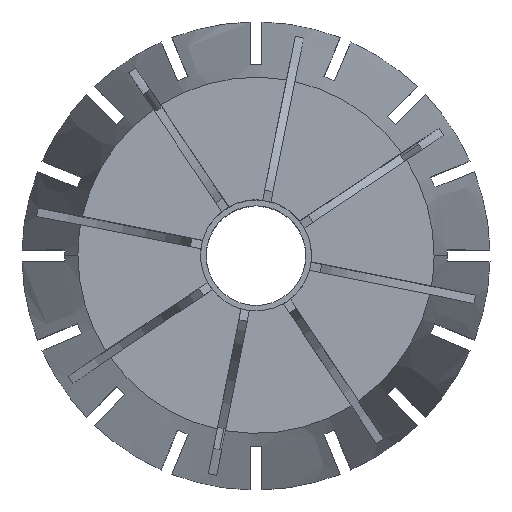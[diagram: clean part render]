
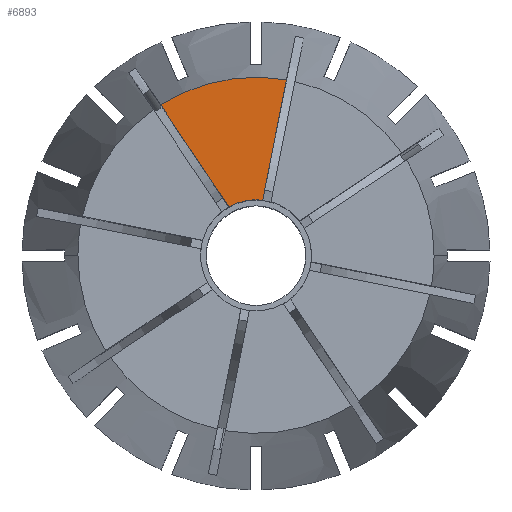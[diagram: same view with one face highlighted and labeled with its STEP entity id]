
A CAD part, top view. The second image highlights one B-rep face of the part: STEP entity #6893.
In plain terms, the highlighted planar face has unit normal (0, 0, 1).
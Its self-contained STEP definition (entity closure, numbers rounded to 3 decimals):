
#417 = DIRECTION ( 'NONE',  ( 0., 0., 1. ) ) ;
#859 = DIRECTION ( 'NONE',  ( 1., 0., 0. ) ) ;
#932 = VERTEX_POINT ( 'NONE', #5790 ) ;
#951 = CARTESIAN_POINT ( 'NONE',  ( 0., 0., 0. ) ) ;
#1726 = VECTOR ( 'NONE', #7174, 1000. ) ;
#1873 = ORIENTED_EDGE ( 'NONE', *, *, #2595, .F. ) ;
#1903 = ORIENTED_EDGE ( 'NONE', *, *, #6361, .T. ) ;
#2147 = EDGE_CURVE ( 'NONE', #7661, #932, #3896, .T. ) ;
#2365 = CARTESIAN_POINT ( 'NONE',  ( 0.312, 0.208, 0. ) ) ;
#2595 = EDGE_CURVE ( 'NONE', #932, #5094, #2690, .T. ) ;
#2664 = VERTEX_POINT ( 'NONE', #3328 ) ;
#2690 = CIRCLE ( 'NONE', #5826, 4.866 ) ;
#3328 = CARTESIAN_POINT ( 'NONE',  ( -8.35, 13.172, 0. ) ) ;
#3896 = LINE ( 'NONE', #7384, #5836 ) ;
#4013 = LINE ( 'NONE', #2365, #1726 ) ;
#4386 = PLANE ( 'NONE',  #4476 ) ;
#4391 = DIRECTION ( 'NONE',  ( 0., 0., 1. ) ) ;
#4404 = CARTESIAN_POINT ( 'NONE',  ( 0., 0., 0. ) ) ;
#4476 = AXIS2_PLACEMENT_3D ( 'NONE', #4404, #5760, #5732 ) ;
#5018 = CARTESIAN_POINT ( 'NONE',  ( -2.383, 4.242, 0. ) ) ;
#5094 = VERTEX_POINT ( 'NONE', #5018 ) ;
#5473 = AXIS2_PLACEMENT_3D ( 'NONE', #7396, #4391, #859 ) ;
#5600 = FACE_OUTER_BOUND ( 'NONE', #6136, .T. ) ;
#5687 = DIRECTION ( 'NONE',  ( 1., 0., 0. ) ) ;
#5732 = DIRECTION ( 'NONE',  ( -1., 0., 0. ) ) ;
#5760 = DIRECTION ( 'NONE',  ( 0., 0., -1. ) ) ;
#5790 = CARTESIAN_POINT ( 'NONE',  ( 0.579, 4.831, 0. ) ) ;
#5826 = AXIS2_PLACEMENT_3D ( 'NONE', #951, #417, #5687 ) ;
#5836 = VECTOR ( 'NONE', #6144, 1000. ) ;
#6073 = CIRCLE ( 'NONE', #5473, 15.595 ) ;
#6136 = EDGE_LOOP ( 'NONE', ( #6905, #1873, #7658, #1903 ) ) ;
#6144 = DIRECTION ( 'NONE',  ( -0.195, -0.981, 0. ) ) ;
#6361 = EDGE_CURVE ( 'NONE', #7661, #2664, #6073, .T. ) ;
#6893 = ADVANCED_FACE ( 'NONE', ( #5600 ), #4386, .F. ) ;
#6905 = ORIENTED_EDGE ( 'NONE', *, *, #7290, .T. ) ;
#6948 = CARTESIAN_POINT ( 'NONE',  ( 2.674, 15.365, 0. ) ) ;
#7174 = DIRECTION ( 'NONE',  ( 0.556, -0.831, 0. ) ) ;
#7290 = EDGE_CURVE ( 'NONE', #2664, #5094, #4013, .T. ) ;
#7384 = CARTESIAN_POINT ( 'NONE',  ( -0.368, 0.073, 0. ) ) ;
#7396 = CARTESIAN_POINT ( 'NONE',  ( 0., 0., 0. ) ) ;
#7658 = ORIENTED_EDGE ( 'NONE', *, *, #2147, .F. ) ;
#7661 = VERTEX_POINT ( 'NONE', #6948 ) ;
